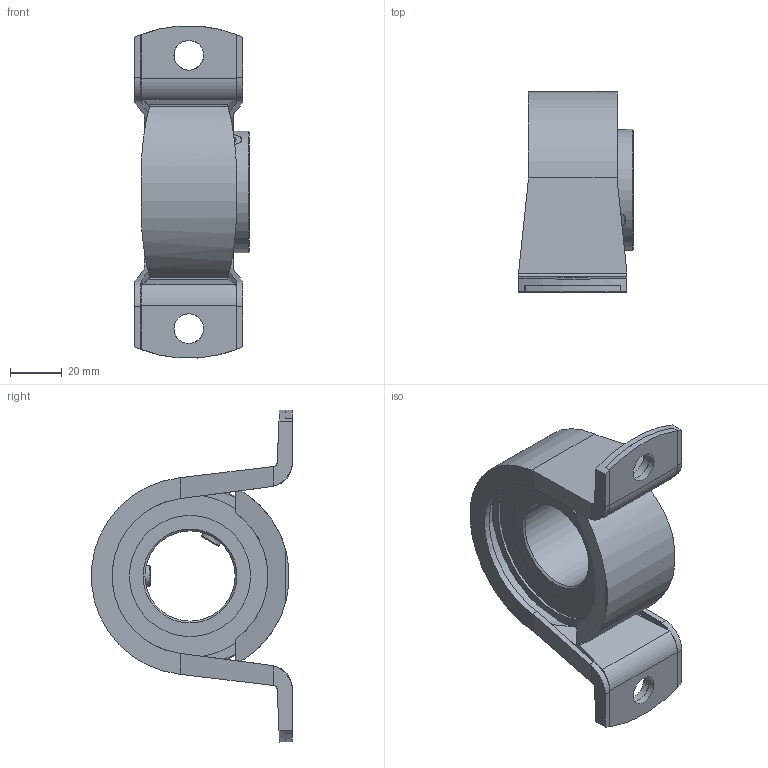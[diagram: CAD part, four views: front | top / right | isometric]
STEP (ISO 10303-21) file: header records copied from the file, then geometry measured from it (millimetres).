
FILE_DESCRIPTION( ( 'STEP AP214' ), '1' );
FILE_NAME( '62523500.stp', '2019-07-09T06:43:56', ( '' ), ( '' ), ' ', 'PARTsolutions', ' ' );
FILE_SCHEMA( ( 'AUTOMOTIVE_DESIGN { 1 0 10303 214 1 1 1 1 }' ) );
Length unit declared in the file: millimetre
Products named in the file (5): 62523500; _kugelstehl_bpp_u_62523500; _spannlg_bpp_u_ssbpp_62523500; _schr_splg_bpp_ssbpp_62523500; _kugelstehl_bpp_o_62523500
Assembly tree (5 placements, depth 2):
  62523500
    _kugelstehl_bpp_u_62523500
    _spannlg_bpp_u_ssbpp_62523500
    _schr_splg_bpp_ssbpp_62523500  x2
    _kugelstehl_bpp_o_62523500
Bounding box: 44.5 x 77.86 x 128.76 mm (x, y, z)
Volume: 116475.6 mm3; surface area: 52271.9 mm2
Topology: 5 solids, 5 shells, 143 faces, 379 edges, 248 vertices
Faces by surface type: plane 84, cylinder 41, cone 15, bspline 3
Full cylindrical faces by diameter (mm): 7.459 x2, 8 x2, 11.5 x4, 35 x1, 47 x2, 63 x2
Entity records: 5563 total; most frequent: CARTESIAN_POINT 1183, DIRECTION 682, ORIENTED_EDGE 650, EDGE_CURVE 325, AXIS2_PLACEMENT_3D 245, VERTEX_POINT 226, LINE 192, VECTOR 192
